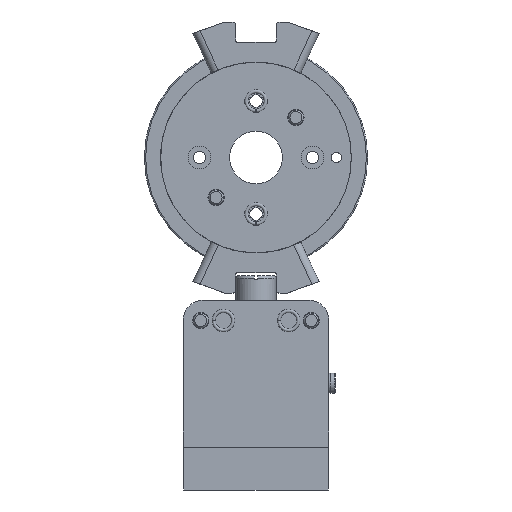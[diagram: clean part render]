
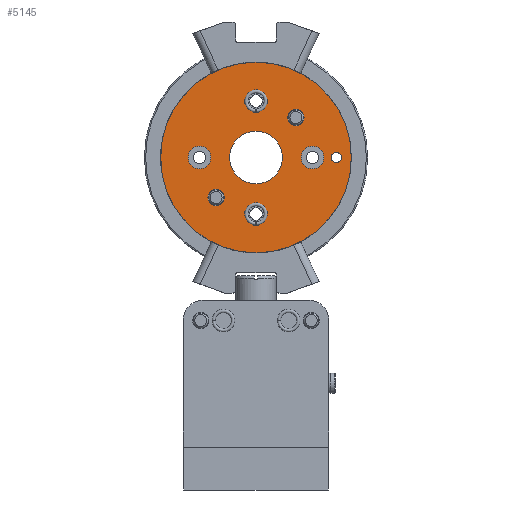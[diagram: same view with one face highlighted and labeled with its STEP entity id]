
A CAD part, front view. The second image highlights one B-rep face of the part: STEP entity #5145.
In plain terms, the highlighted planar face has unit normal (0, -1, 0).
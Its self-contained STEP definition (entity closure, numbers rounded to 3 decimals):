
#169=PLANE('',#5612);
#432=CIRCLE('',#5586,38.);
#450=CIRCLE('',#5613,10.5);
#451=CIRCLE('',#5614,4.5);
#452=CIRCLE('',#5615,2.);
#453=CIRCLE('',#5616,3.25);
#454=CIRCLE('',#5617,3.25);
#455=CIRCLE('',#5618,4.5);
#456=CIRCLE('',#5619,4.5);
#457=CIRCLE('',#5620,4.5);
#734=ORIENTED_EDGE('',*,*,#2135,.F.);
#735=ORIENTED_EDGE('',*,*,#2136,.F.);
#736=ORIENTED_EDGE('',*,*,#2137,.F.);
#737=ORIENTED_EDGE('',*,*,#2138,.F.);
#738=ORIENTED_EDGE('',*,*,#2139,.F.);
#739=ORIENTED_EDGE('',*,*,#2140,.F.);
#740=ORIENTED_EDGE('',*,*,#2141,.F.);
#741=ORIENTED_EDGE('',*,*,#2142,.F.);
#742=ORIENTED_EDGE('',*,*,#2109,.T.);
#2109=EDGE_CURVE('',#2814,#2814,#432,.T.);
#2135=EDGE_CURVE('',#2835,#2835,#450,.T.);
#2136=EDGE_CURVE('',#2836,#2836,#451,.F.);
#2137=EDGE_CURVE('',#2837,#2837,#452,.T.);
#2138=EDGE_CURVE('',#2838,#2838,#453,.T.);
#2139=EDGE_CURVE('',#2839,#2839,#454,.T.);
#2140=EDGE_CURVE('',#2840,#2840,#455,.T.);
#2141=EDGE_CURVE('',#2841,#2841,#456,.T.);
#2142=EDGE_CURVE('',#2842,#2842,#457,.T.);
#2814=VERTEX_POINT('',#7907);
#2835=VERTEX_POINT('',#7971);
#2836=VERTEX_POINT('',#7973);
#2837=VERTEX_POINT('',#7975);
#2838=VERTEX_POINT('',#7977);
#2839=VERTEX_POINT('',#7979);
#2840=VERTEX_POINT('',#7981);
#2841=VERTEX_POINT('',#7983);
#2842=VERTEX_POINT('',#7985);
#4044=EDGE_LOOP('',(#734));
#4045=EDGE_LOOP('',(#735));
#4046=EDGE_LOOP('',(#736));
#4047=EDGE_LOOP('',(#737));
#4048=EDGE_LOOP('',(#738));
#4049=EDGE_LOOP('',(#739));
#4050=EDGE_LOOP('',(#740));
#4051=EDGE_LOOP('',(#741));
#4052=EDGE_LOOP('',(#742));
#4542=FACE_BOUND('',#4044,.T.);
#4543=FACE_BOUND('',#4045,.T.);
#4544=FACE_BOUND('',#4046,.T.);
#4545=FACE_BOUND('',#4047,.T.);
#4546=FACE_BOUND('',#4048,.T.);
#4547=FACE_BOUND('',#4049,.T.);
#4548=FACE_BOUND('',#4050,.T.);
#4549=FACE_BOUND('',#4051,.T.);
#4550=FACE_BOUND('',#4052,.T.);
#5145=ADVANCED_FACE('',(#4542,#4543,#4544,#4545,#4546,#4547,#4548,#4549,
#4550),#169,.F.);
#5586=AXIS2_PLACEMENT_3D('',#7906,#6245,#6246);
#5612=AXIS2_PLACEMENT_3D('',#7969,#6303,#6304);
#5613=AXIS2_PLACEMENT_3D('',#7970,#6305,#6306);
#5614=AXIS2_PLACEMENT_3D('',#7972,#6307,#6308);
#5615=AXIS2_PLACEMENT_3D('',#7974,#6309,#6310);
#5616=AXIS2_PLACEMENT_3D('',#7976,#6311,#6312);
#5617=AXIS2_PLACEMENT_3D('',#7978,#6313,#6314);
#5618=AXIS2_PLACEMENT_3D('',#7980,#6315,#6316);
#5619=AXIS2_PLACEMENT_3D('',#7982,#6317,#6318);
#5620=AXIS2_PLACEMENT_3D('',#7984,#6319,#6320);
#6245=DIRECTION('',(0.,-1.,0.));
#6246=DIRECTION('',(0.,0.,-1.));
#6303=DIRECTION('',(0.,1.,0.));
#6304=DIRECTION('',(0.,0.,1.));
#6305=DIRECTION('',(0.,-1.,0.));
#6306=DIRECTION('',(0.,0.,-1.));
#6307=DIRECTION('',(0.,1.,0.));
#6308=DIRECTION('',(0.,0.,1.));
#6309=DIRECTION('',(0.,-1.,0.));
#6310=DIRECTION('',(0.,0.,-1.));
#6311=DIRECTION('',(0.,-1.,0.));
#6312=DIRECTION('',(0.,0.,-1.));
#6313=DIRECTION('',(0.,-1.,0.));
#6314=DIRECTION('',(0.,0.,-1.));
#6315=DIRECTION('',(0.,-1.,0.));
#6316=DIRECTION('',(0.,0.,-1.));
#6317=DIRECTION('',(0.,-1.,0.));
#6318=DIRECTION('',(0.,0.,-1.));
#6319=DIRECTION('',(0.,-1.,0.));
#6320=DIRECTION('',(0.,0.,-1.));
#7906=CARTESIAN_POINT('',(0.,0.,0.));
#7907=CARTESIAN_POINT('',(0.,0.,-38.));
#7969=CARTESIAN_POINT('',(38.,0.,0.));
#7970=CARTESIAN_POINT('',(0.,0.,0.));
#7971=CARTESIAN_POINT('',(0.,0.,-10.5));
#7972=CARTESIAN_POINT('',(22.5,0.,0.));
#7973=CARTESIAN_POINT('',(22.5,0.,4.5));
#7974=CARTESIAN_POINT('',(0.,0.,-32.));
#7975=CARTESIAN_POINT('',(0.,0.,-34.));
#7976=CARTESIAN_POINT('',(-15.91,0.,15.91));
#7977=CARTESIAN_POINT('',(-15.91,0.,12.66));
#7978=CARTESIAN_POINT('',(15.91,0.,-15.91));
#7979=CARTESIAN_POINT('',(15.91,0.,-19.16));
#7980=CARTESIAN_POINT('',(0.,0.,22.5));
#7981=CARTESIAN_POINT('',(0.,0.,18.));
#7982=CARTESIAN_POINT('',(0.,0.,-22.5));
#7983=CARTESIAN_POINT('',(0.,0.,-27.));
#7984=CARTESIAN_POINT('',(-22.5,0.,0.));
#7985=CARTESIAN_POINT('',(-22.5,0.,-4.5));
